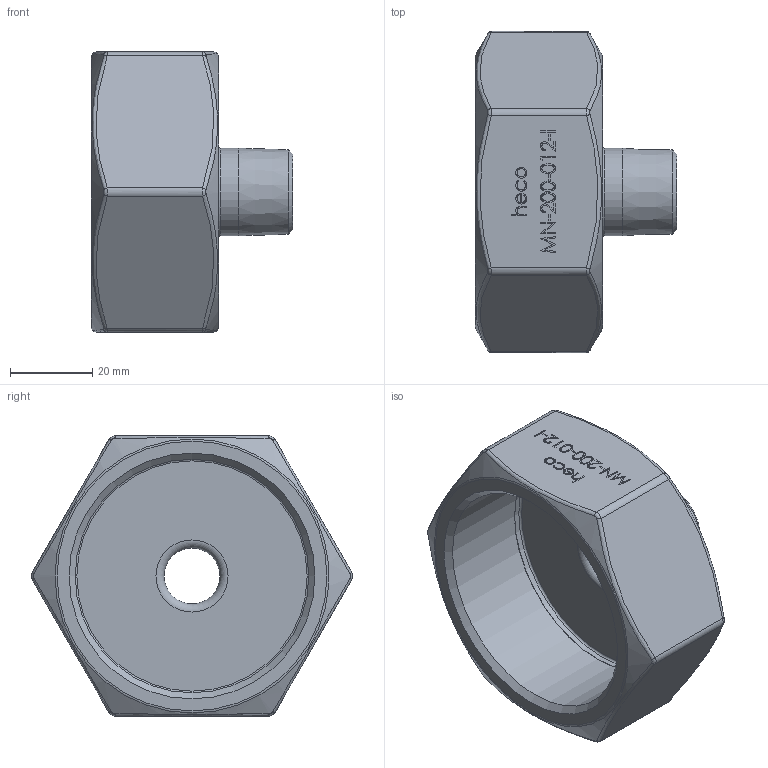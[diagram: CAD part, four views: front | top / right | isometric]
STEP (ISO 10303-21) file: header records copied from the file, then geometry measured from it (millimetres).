
FILE_DESCRIPTION (( 'STEP AP214' ), '1' );
FILE_NAME ('MN-200-012-I 2311.STEP', '2023-11-03T09:33:42', ( '' ), ( '' ), 'SwSTEP 2.0', 'SolidWorks 2019', '' );
FILE_SCHEMA (( 'AUTOMOTIVE_DESIGN' ));
Length unit declared in the file: millimetre
Products named in the file (1): MN-200-012-I 2311
Bounding box: 49 x 77.9 x 68 mm (x, y, z)
Volume: 62766 mm3; surface area: 20696.4 mm2
Topology: 1 solids, 1 shells, 221 faces, 556 edges, 361 vertices
Faces by surface type: plane 102, bspline 98, cylinder 10, torus 6, cone 5
Full cylindrical faces by diameter (mm): 13.5 x1, 21.268 x1, 56.656 x1, 56.856 x1
Entity records: 14134 total; most frequent: CARTESIAN_POINT 7586, ORIENTED_EDGE 1070, DIRECTION 630, EDGE_CURVE 535, VERTEX_POINT 355, VECTOR 296, LINE 296, EDGE_LOOP 262
